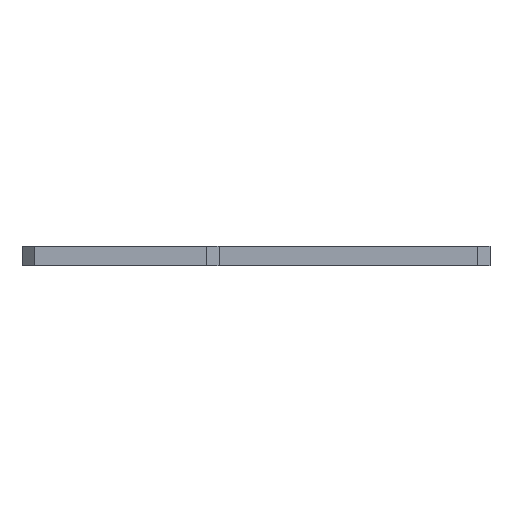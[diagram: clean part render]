
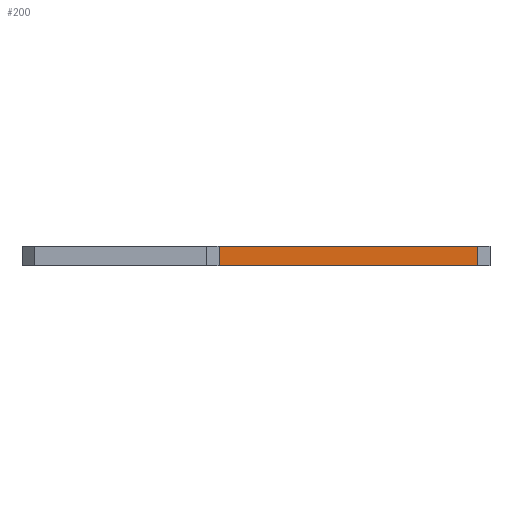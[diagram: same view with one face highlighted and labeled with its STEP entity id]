
A CAD part, left-side view. The second image highlights one B-rep face of the part: STEP entity #200.
In plain terms, the highlighted planar face has unit normal (-1, 0, 0).
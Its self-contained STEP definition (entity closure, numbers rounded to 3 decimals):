
#12 = DIRECTION ( 'NONE',  ( 0., -1., 0. ) ) ;
#16 = LINE ( 'NONE', #267, #345 ) ;
#24 = ORIENTED_EDGE ( 'NONE', *, *, #609, .T. ) ;
#30 = VERTEX_POINT ( 'NONE', #91 ) ;
#55 = CARTESIAN_POINT ( 'NONE',  ( -20., -45., -4. ) ) ;
#59 = LINE ( 'NONE', #381, #643 ) ;
#75 = AXIS2_PLACEMENT_3D ( 'NONE', #122, #372, #303 ) ;
#77 = EDGE_LOOP ( 'NONE', ( #383, #24, #578, #682 ) ) ;
#91 = CARTESIAN_POINT ( 'NONE',  ( -20., -45., 0. ) ) ;
#122 = CARTESIAN_POINT ( 'NONE',  ( -20., -47.5, -4. ) ) ;
#138 = VERTEX_POINT ( 'NONE', #561 ) ;
#186 = PLANE ( 'NONE',  #75 ) ;
#200 = ADVANCED_FACE ( 'NONE', ( #806 ), #186, .T. ) ;
#204 = DIRECTION ( 'NONE',  ( 0., 0., 1. ) ) ;
#267 = CARTESIAN_POINT ( 'NONE',  ( -20., 7.5, -4. ) ) ;
#276 = DIRECTION ( 'NONE',  ( 0., -1., 0. ) ) ;
#303 = DIRECTION ( 'NONE',  ( 0., 0., 1. ) ) ;
#314 = VECTOR ( 'NONE', #674, 1000. ) ;
#344 = CARTESIAN_POINT ( 'NONE',  ( -20., -47.5, 0. ) ) ;
#345 = VECTOR ( 'NONE', #204, 1000. ) ;
#355 = CARTESIAN_POINT ( 'NONE',  ( -20., -45., -4. ) ) ;
#363 = EDGE_CURVE ( 'NONE', #138, #441, #16, .T. ) ;
#372 = DIRECTION ( 'NONE',  ( -1., 0., 0. ) ) ;
#381 = CARTESIAN_POINT ( 'NONE',  ( -20., -47.5, -4. ) ) ;
#383 = ORIENTED_EDGE ( 'NONE', *, *, #781, .T. ) ;
#413 = LINE ( 'NONE', #355, #314 ) ;
#441 = VERTEX_POINT ( 'NONE', #586 ) ;
#454 = EDGE_CURVE ( 'NONE', #441, #30, #659, .T. ) ;
#561 = CARTESIAN_POINT ( 'NONE',  ( -20., 7.5, -4. ) ) ;
#578 = ORIENTED_EDGE ( 'NONE', *, *, #454, .F. ) ;
#586 = CARTESIAN_POINT ( 'NONE',  ( -20., 7.5, 0. ) ) ;
#609 = EDGE_CURVE ( 'NONE', #638, #30, #413, .T. ) ;
#638 = VERTEX_POINT ( 'NONE', #55 ) ;
#643 = VECTOR ( 'NONE', #12, 1000. ) ;
#659 = LINE ( 'NONE', #344, #694 ) ;
#674 = DIRECTION ( 'NONE',  ( 0., 0., 1. ) ) ;
#682 = ORIENTED_EDGE ( 'NONE', *, *, #363, .F. ) ;
#694 = VECTOR ( 'NONE', #276, 1000. ) ;
#781 = EDGE_CURVE ( 'NONE', #138, #638, #59, .T. ) ;
#806 = FACE_OUTER_BOUND ( 'NONE', #77, .T. ) ;
